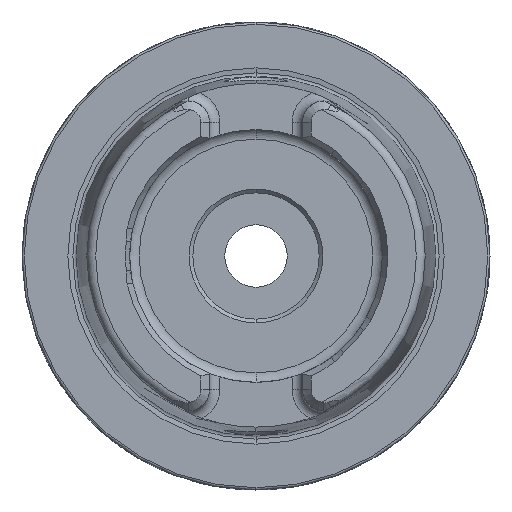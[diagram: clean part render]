
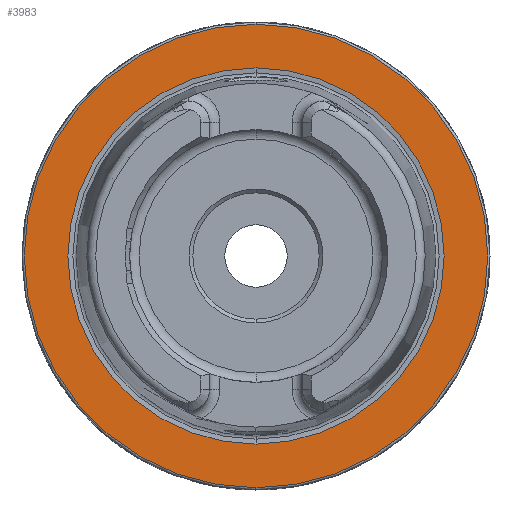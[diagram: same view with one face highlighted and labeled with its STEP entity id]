
A CAD part, left-side view. The second image highlights one B-rep face of the part: STEP entity #3983.
In plain terms, the highlighted planar face has unit normal (-1, 0, 0).
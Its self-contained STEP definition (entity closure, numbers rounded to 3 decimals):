
#68 = VERTEX_POINT ( 'NONE', #2262 ) ;
#102 = VERTEX_POINT ( 'NONE', #2296 ) ;
#778 = EDGE_LOOP ( 'NONE', ( #6263, #6264 ) ) ;
#787 = EDGE_LOOP ( 'NONE', ( #6261, #6262 ) ) ;
#1065 = AXIS2_PLACEMENT_3D ( 'NONE', #1713, #1714, #1715 ) ;
#1067 = AXIS2_PLACEMENT_3D ( 'NONE', #1716, #1717, #1718 ) ;
#1184 = AXIS2_PLACEMENT_3D ( 'NONE', #2572, #2573, #2574 ) ;
#1191 = AXIS2_PLACEMENT_3D ( 'NONE', #2585, #2586, #2587 ) ;
#1363 = CARTESIAN_POINT ( 'NONE',  ( 0., 0., -25.324 ) ) ;
#1411 = CARTESIAN_POINT ( 'NONE',  ( 0., 0., 25.324 ) ) ;
#1713 = CARTESIAN_POINT ( 'NONE',  ( 0., 0., 0. ) ) ;
#1714 = DIRECTION ( 'NONE',  ( -1., 0., 0. ) ) ;
#1715 = DIRECTION ( 'NONE',  ( 0., 0., 1. ) ) ;
#1716 = CARTESIAN_POINT ( 'NONE',  ( 0., 0., 0. ) ) ;
#1717 = DIRECTION ( 'NONE',  ( -1., 0., 0. ) ) ;
#1718 = DIRECTION ( 'NONE',  ( 0., 0., 1. ) ) ;
#2262 = CARTESIAN_POINT ( 'NONE',  ( 0., 0., -31.2 ) ) ;
#2296 = CARTESIAN_POINT ( 'NONE',  ( 0., 0., 31.2 ) ) ;
#2386 = CARTESIAN_POINT ( 'NONE',  ( 0., 31.2, 0. ) ) ;
#2389 = PLANE ( 'NONE',  #7785 ) ;
#2391 = DIRECTION ( 'NONE',  ( 1., 0., 0. ) ) ;
#2392 = DIRECTION ( 'NONE',  ( 0., 0., -1. ) ) ;
#2572 = CARTESIAN_POINT ( 'NONE',  ( 0., 0., 0. ) ) ;
#2573 = DIRECTION ( 'NONE',  ( -1., 0., 0. ) ) ;
#2574 = DIRECTION ( 'NONE',  ( 0., 0., 1. ) ) ;
#2585 = CARTESIAN_POINT ( 'NONE',  ( 0., 0., 0. ) ) ;
#2586 = DIRECTION ( 'NONE',  ( -1., 0., 0. ) ) ;
#2587 = DIRECTION ( 'NONE',  ( 0., 0., 1. ) ) ;
#3983 = ADVANCED_FACE ( 'NONE', ( #6079, #6078 ), #2389, .F. ) ;
#5322 = CIRCLE ( 'NONE', #1065, 25.324 ) ;
#5324 = CIRCLE ( 'NONE', #1067, 31.2 ) ;
#5493 = CIRCLE ( 'NONE', #1184, 31.2 ) ;
#5497 = CIRCLE ( 'NONE', #1191, 25.324 ) ;
#6078 = FACE_OUTER_BOUND ( 'NONE', #778, .T. ) ;
#6079 = FACE_BOUND ( 'NONE', #787, .T. ) ;
#6261 = ORIENTED_EDGE ( 'NONE', *, *, #7329, .F. ) ;
#6262 = ORIENTED_EDGE ( 'NONE', *, *, #7548, .F. ) ;
#6263 = ORIENTED_EDGE ( 'NONE', *, *, #7539, .T. ) ;
#6264 = ORIENTED_EDGE ( 'NONE', *, *, #7330, .T. ) ;
#7329 = EDGE_CURVE ( 'NONE', #8031, #7989, #5322, .T. ) ;
#7330 = EDGE_CURVE ( 'NONE', #68, #102, #5324, .T. ) ;
#7539 = EDGE_CURVE ( 'NONE', #102, #68, #5493, .T. ) ;
#7548 = EDGE_CURVE ( 'NONE', #7989, #8031, #5497, .T. ) ;
#7785 = AXIS2_PLACEMENT_3D ( 'NONE', #2386, #2391, #2392 ) ;
#7989 = VERTEX_POINT ( 'NONE', #1363 ) ;
#8031 = VERTEX_POINT ( 'NONE', #1411 ) ;
